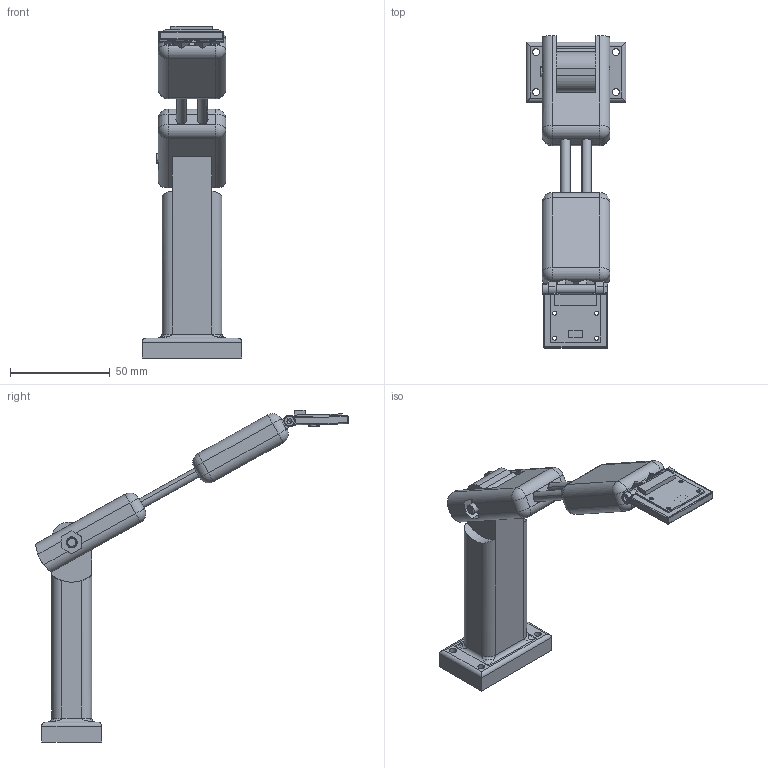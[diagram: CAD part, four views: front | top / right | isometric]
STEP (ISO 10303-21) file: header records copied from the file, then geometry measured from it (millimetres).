
FILE_DESCRIPTION (( 'STEP AP214' ), '1' );
FILE_NAME ('ass_support_cam.STEP', '2020-10-10T16:39:06', ( '' ), ( '' ), 'SwSTEP 2.0', 'SolidWorks 2017', '' );
FILE_SCHEMA (( 'AUTOMOTIVE_DESIGN' ));
Length unit declared in the file: millimetre
Products named in the file (18): OVA5647_FOV; pied1; support_cameraAdjustCam; RasPi_Camera_Board_Standard; pied2_1; RasPi_Camera_FOV; OVA5647_Lens_FOV; hex thin nut gradeb_din_Hexagon Nut ISO 4036 - M3 - N; OVA5647_Pigtail_Standard; socket head cap screw 4762_din_EN ISO 4762 M3 x 30 - 18N; OVA5647_IR-Glas_Standard; pied2_2; ass_support_cam; socket head cap screw 4762_din_EN ISO 4762 M5 x 30 - 22N; OVA5647_Housing_Standard; OVA5647_Standard; hex nut style 1 gradeab_din_Hexagon Nut ISO 4032 - M5 - W - N; socket head cap screw 4762_din_EN ISO 4762 M5 x 50 - 22N
Assembly tree (19 placements, depth 4):
  ass_support_cam
    pied1
    pied2_1
    pied2_2
    support_cameraAdjustCam
    socket head cap screw 4762_din_EN ISO 4762 M5 x 30 - 22N
    socket head cap screw 4762_din_EN ISO 4762 M5 x 50 - 22N  x2
    hex nut style 1 gradeab_din_Hexagon Nut ISO 4032 - M5 - W - N  x2
    socket head cap screw 4762_din_EN ISO 4762 M3 x 30 - 18N
    hex thin nut gradeb_din_Hexagon Nut ISO 4036 - M3 - N
    RasPi_Camera_FOV
      RasPi_Camera_Board_Standard
      OVA5647_FOV
        OVA5647_Standard
        OVA5647_Housing_Standard
        OVA5647_IR-Glas_Standard
        OVA5647_Lens_FOV
        OVA5647_Pigtail_Standard
Bounding box: 50 x 156.46 x 166.25 mm (x, y, z)
Volume: 108702.5 mm3; surface area: 37123.6 mm2
Topology: 18 solids, 18 shells, 910 faces, 2248 edges, 1366 vertices
Faces by surface type: plane 359, cylinder 299, torus 162, cone 49, sphere 24, bspline 17
Entity records: 28036 total; most frequent: CARTESIAN_POINT 6073, DIRECTION 4533, ORIENTED_EDGE 4192, EDGE_CURVE 2096, AXIS2_PLACEMENT_3D 1791, VERTEX_POINT 1295, EDGE_LOOP 1049, VECTOR 951
